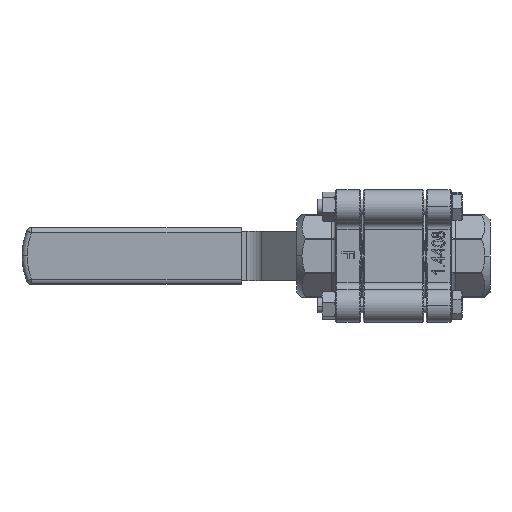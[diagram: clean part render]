
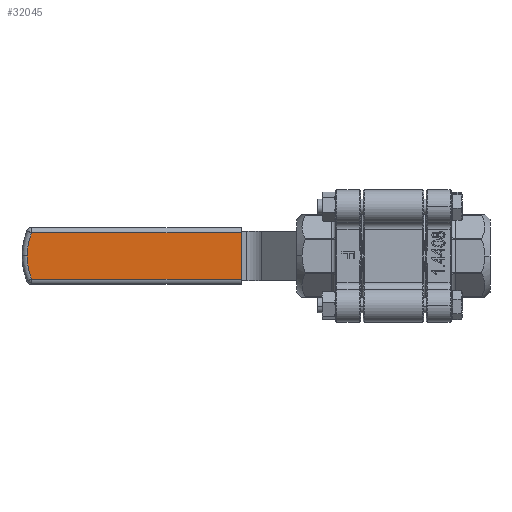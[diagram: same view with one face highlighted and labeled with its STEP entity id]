
A CAD part, front view. The second image highlights one B-rep face of the part: STEP entity #32045.
In plain terms, the highlighted planar face has unit normal (0, -1, 0).
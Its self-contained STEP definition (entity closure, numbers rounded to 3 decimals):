
#1860 = ORIENTED_EDGE ( 'NONE', *, *, #29132, .T. ) ;
#2031 = VECTOR ( 'NONE', #30566, 1000. ) ;
#4366 = VECTOR ( 'NONE', #32831, 1000. ) ;
#4566 = AXIS2_PLACEMENT_3D ( 'NONE', #21330, #65714, #27714 ) ;
#5056 = CARTESIAN_POINT ( 'NONE',  ( -140.287, 74.715, 9. ) ) ;
#5266 = LINE ( 'NONE', #54189, #53881 ) ;
#12484 = ORIENTED_EDGE ( 'NONE', *, *, #56659, .T. ) ;
#12860 = CARTESIAN_POINT ( 'NONE',  ( -59., 74.715, 9. ) ) ;
#13443 = CARTESIAN_POINT ( 'NONE',  ( -141.609, 74.715, 9. ) ) ;
#14301 = ORIENTED_EDGE ( 'NONE', *, *, #47786, .T. ) ;
#15186 = CARTESIAN_POINT ( 'NONE',  ( -59., 74.715, -9. ) ) ;
#15817 = EDGE_CURVE ( 'NONE', #54542, #81887, #69546, .T. ) ;
#16282 = CARTESIAN_POINT ( 'NONE',  ( -117.5, 74.715, 0. ) ) ;
#16705 = CARTESIAN_POINT ( 'NONE',  ( -117.5, 74.715, 0. ) ) ;
#21330 = CARTESIAN_POINT ( 'NONE',  ( -117.5, 74.715, 0. ) ) ;
#21576 = EDGE_CURVE ( 'NONE', #81887, #45198, #38126, .T. ) ;
#22668 = DIRECTION ( 'NONE',  ( -1., 0., 0. ) ) ;
#23110 = DIRECTION ( 'NONE',  ( -1., 0., 0. ) ) ;
#27695 = FACE_OUTER_BOUND ( 'NONE', #59260, .T. ) ;
#27714 = DIRECTION ( 'NONE',  ( -1., 0., 0. ) ) ;
#28802 = PLANE ( 'NONE',  #49355 ) ;
#29132 = EDGE_CURVE ( 'NONE', #58680, #31199, #56471, .T. ) ;
#30566 = DIRECTION ( 'NONE',  ( 0., 0., 1. ) ) ;
#31199 = VERTEX_POINT ( 'NONE', #60659 ) ;
#32045 = ADVANCED_FACE ( 'NONE', ( #27695 ), #28802, .F. ) ;
#32831 = DIRECTION ( 'NONE',  ( -1., 0., 0. ) ) ;
#38126 = LINE ( 'NONE', #13443, #4366 ) ;
#38399 = AXIS2_PLACEMENT_3D ( 'NONE', #16705, #61055, #23110 ) ;
#45198 = VERTEX_POINT ( 'NONE', #5056 ) ;
#47786 = EDGE_CURVE ( 'NONE', #31199, #54542, #5266, .T. ) ;
#49355 = AXIS2_PLACEMENT_3D ( 'NONE', #16282, #60617, #22668 ) ;
#50388 = CARTESIAN_POINT ( 'NONE',  ( -142., 74.715, 0. ) ) ;
#53881 = VECTOR ( 'NONE', #79214, 1000. ) ;
#54189 = CARTESIAN_POINT ( 'NONE',  ( -59., 74.715, -9. ) ) ;
#54542 = VERTEX_POINT ( 'NONE', #15186 ) ;
#56471 = CIRCLE ( 'NONE', #38399, 24.5 ) ;
#56659 = EDGE_CURVE ( 'NONE', #45198, #58680, #60739, .T. ) ;
#58680 = VERTEX_POINT ( 'NONE', #50388 ) ;
#59260 = EDGE_LOOP ( 'NONE', ( #81641, #69536, #12484, #1860, #14301 ) ) ;
#60617 = DIRECTION ( 'NONE',  ( 0., 1., 0. ) ) ;
#60659 = CARTESIAN_POINT ( 'NONE',  ( -140.287, 74.715, -9. ) ) ;
#60739 = CIRCLE ( 'NONE', #4566, 24.5 ) ;
#61055 = DIRECTION ( 'NONE',  ( 0., -1., 0. ) ) ;
#65714 = DIRECTION ( 'NONE',  ( 0., -1., 0. ) ) ;
#69536 = ORIENTED_EDGE ( 'NONE', *, *, #21576, .T. ) ;
#69546 = LINE ( 'NONE', #74678, #2031 ) ;
#74678 = CARTESIAN_POINT ( 'NONE',  ( -59., 74.715, -11. ) ) ;
#79214 = DIRECTION ( 'NONE',  ( 1., 0., 0. ) ) ;
#81641 = ORIENTED_EDGE ( 'NONE', *, *, #15817, .T. ) ;
#81887 = VERTEX_POINT ( 'NONE', #12860 ) ;
